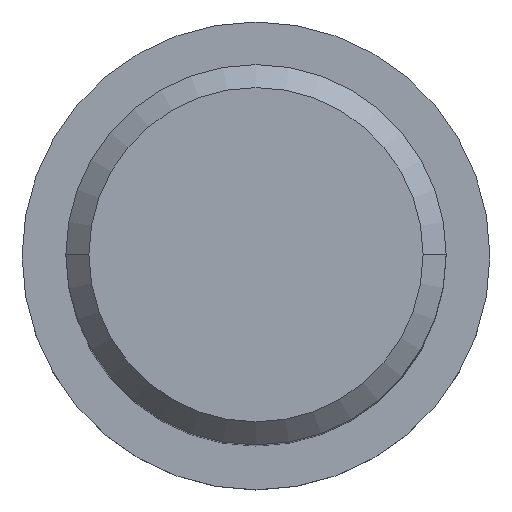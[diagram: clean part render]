
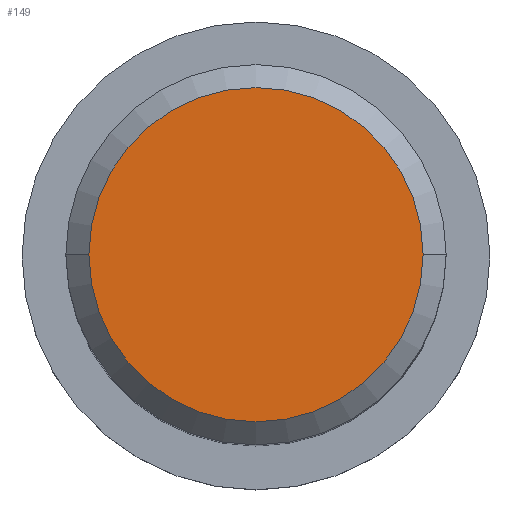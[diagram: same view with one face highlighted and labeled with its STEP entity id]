
A CAD part, top view. The second image highlights one B-rep face of the part: STEP entity #149.
In plain terms, the highlighted planar face has unit normal (0, 0, 1).
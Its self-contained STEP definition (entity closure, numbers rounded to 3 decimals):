
#18 = EDGE_CURVE ( 'NONE', #326, #212, #294, .T. ) ;
#66 = AXIS2_PLACEMENT_3D ( 'NONE', #483, #239, #197 ) ;
#85 = CARTESIAN_POINT ( 'NONE',  ( 0., 0., 15.57 ) ) ;
#140 = CARTESIAN_POINT ( 'NONE',  ( -1.45, 0., 15.57 ) ) ;
#149 = ADVANCED_FACE ( 'NONE', ( #439 ), #411, .F. ) ;
#160 = ORIENTED_EDGE ( 'NONE', *, *, #18, .T. ) ;
#197 = DIRECTION ( 'NONE',  ( -1., 0., 0. ) ) ;
#212 = VERTEX_POINT ( 'NONE', #258 ) ;
#237 = AXIS2_PLACEMENT_3D ( 'NONE', #85, #332, #447 ) ;
#239 = DIRECTION ( 'NONE',  ( 0., 0., 1. ) ) ;
#254 = EDGE_LOOP ( 'NONE', ( #160, #507 ) ) ;
#258 = CARTESIAN_POINT ( 'NONE',  ( 1.45, 0., 15.57 ) ) ;
#266 = DIRECTION ( 'NONE',  ( -1., 0., 0. ) ) ;
#294 = CIRCLE ( 'NONE', #66, 1.45 ) ;
#326 = VERTEX_POINT ( 'NONE', #140 ) ;
#332 = DIRECTION ( 'NONE',  ( 0., 0., -1. ) ) ;
#342 = CARTESIAN_POINT ( 'NONE',  ( 0., 0., 15.57 ) ) ;
#343 = DIRECTION ( 'NONE',  ( 0., 0., 1. ) ) ;
#385 = EDGE_CURVE ( 'NONE', #212, #326, #420, .T. ) ;
#411 = PLANE ( 'NONE',  #237 ) ;
#420 = CIRCLE ( 'NONE', #424, 1.45 ) ;
#424 = AXIS2_PLACEMENT_3D ( 'NONE', #342, #343, #266 ) ;
#439 = FACE_OUTER_BOUND ( 'NONE', #254, .T. ) ;
#447 = DIRECTION ( 'NONE',  ( -1., 0., 0. ) ) ;
#483 = CARTESIAN_POINT ( 'NONE',  ( 0., 0., 15.57 ) ) ;
#507 = ORIENTED_EDGE ( 'NONE', *, *, #385, .T. ) ;
